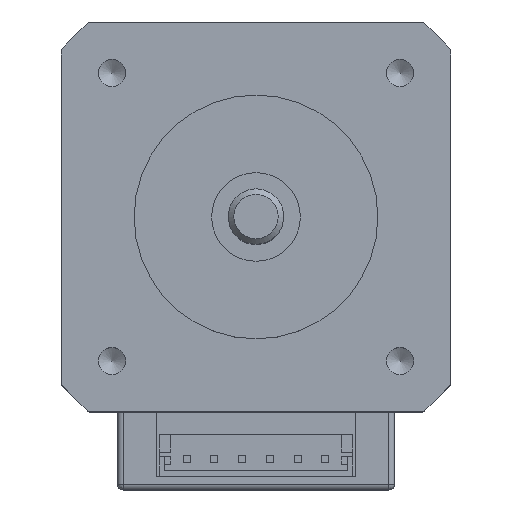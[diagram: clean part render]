
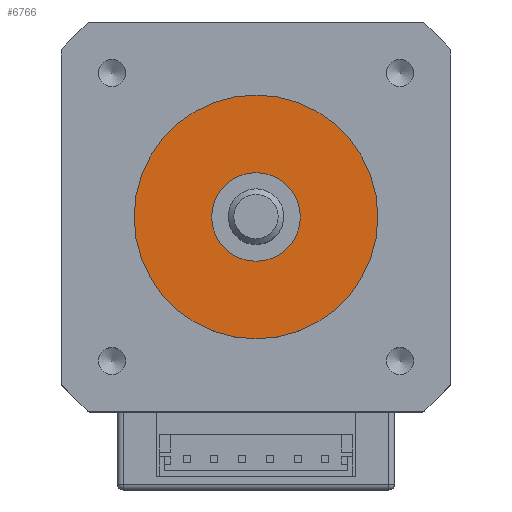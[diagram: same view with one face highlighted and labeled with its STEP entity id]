
A CAD part, top view. The second image highlights one B-rep face of the part: STEP entity #6766.
In plain terms, the highlighted planar face has unit normal (0, 0, 1).
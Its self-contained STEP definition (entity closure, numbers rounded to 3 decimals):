
#205=FACE_BOUND('',#1195,.T.);
#481=CIRCLE('',#7417,11.);
#483=CIRCLE('',#7420,4.);
#815=FACE_OUTER_BOUND('',#1194,.T.);
#1194=EDGE_LOOP('',(#5214));
#1195=EDGE_LOOP('',(#5215));
#2853=VERTEX_POINT('',#10921);
#2855=VERTEX_POINT('',#10927);
#3681=EDGE_CURVE('',#2853,#2853,#481,.T.);
#3684=EDGE_CURVE('',#2855,#2855,#483,.T.);
#5214=ORIENTED_EDGE('',*,*,#3681,.F.);
#5215=ORIENTED_EDGE('',*,*,#3684,.T.);
#6071=PLANE('',#7419);
#6766=ADVANCED_FACE('',(#815,#205),#6071,.F.);
#7417=AXIS2_PLACEMENT_3D('',#10922,#8810,#8811);
#7419=AXIS2_PLACEMENT_3D('',#10926,#8815,#8816);
#7420=AXIS2_PLACEMENT_3D('',#10928,#8817,#8818);
#8810=DIRECTION('center_axis',(0.,0.,
-1.));
#8811=DIRECTION('ref_axis',(0.,1.,0.));
#8815=DIRECTION('center_axis',(0.,0.,
-1.));
#8816=DIRECTION('ref_axis',(0.,1.,0.));
#8817=DIRECTION('center_axis',(0.,0.,
-1.));
#8818=DIRECTION('ref_axis',(0.,1.,0.));
#10921=CARTESIAN_POINT('',(0.,-11.,20.));
#10922=CARTESIAN_POINT('Origin',(0.,0.,
20.));
#10926=CARTESIAN_POINT('Origin',(0.,0.,
20.));
#10927=CARTESIAN_POINT('',(0.,-4.,20.));
#10928=CARTESIAN_POINT('Origin',(0.,0.,
20.));
